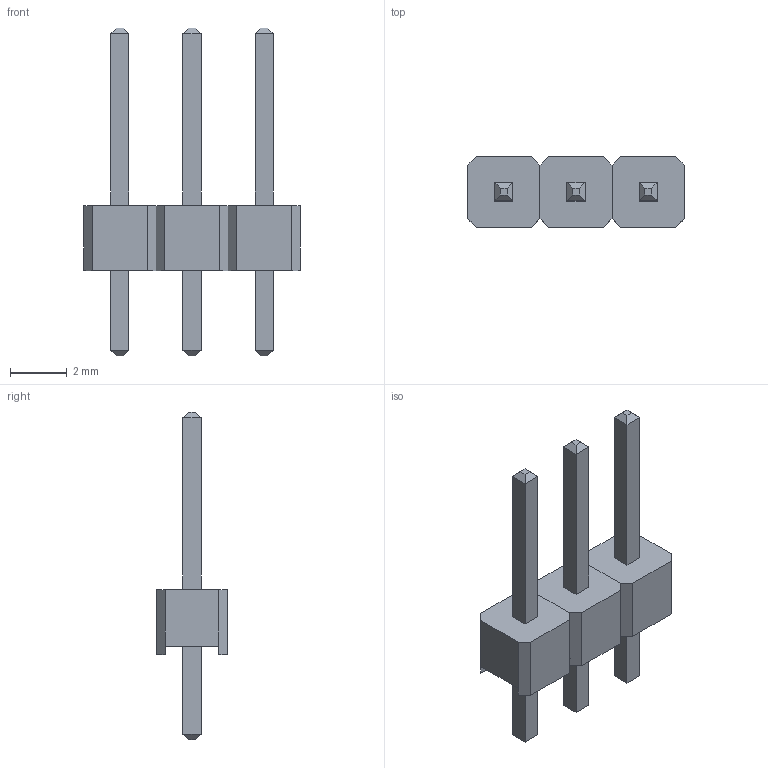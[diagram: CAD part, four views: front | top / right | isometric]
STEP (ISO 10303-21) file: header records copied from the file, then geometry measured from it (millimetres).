
FILE_DESCRIPTION(('FreeCAD Model'),'2;1');
FILE_NAME('male_header_2_54_1X3.step', '2017-06-24T14:26:50',('Author'),(''), 'Open CASCADE STEP processor 6.8','FreeCAD','Unknown');
FILE_SCHEMA(('AUTOMOTIVE_DESIGN_CC2 { 1 2 10303 214 -1 1 5 4 }'));
Length unit declared in the file: millimetre
Products named in the file (7): ASSEMBLY; User_Library-Header_Male_40Pin_PinArray021; User_Library-Header_Male_40Pin_PinArray013; User_Library-Header_Male_40Pin_BodyArray002; User_Library-Header_Male_40Pin_BodyArray010; User_Library-Header_Male_40Pin_BodyArray037; User_Library-Header_Male_40Pin_PinArray011
Assembly tree (6 placements, depth 2):
  ASSEMBLY
    User_Library-Header_Male_40Pin_PinArray021
    User_Library-Header_Male_40Pin_PinArray013
    User_Library-Header_Male_40Pin_BodyArray002
    User_Library-Header_Male_40Pin_BodyArray010
    User_Library-Header_Male_40Pin_BodyArray037
    User_Library-Header_Male_40Pin_PinArray011
Bounding box: 7.62 x 2.49 x 11.54 mm (x, y, z)
Volume: 49.4 mm3; surface area: 204 mm2
Topology: 6 solids, 6 shells, 96 faces, 216 edges, 132 vertices
Faces by surface type: plane 96
Entity records: 6180 total; most frequent: CARTESIAN_POINT 883, DIRECTION 854, LINE 648, VECTOR 648, ORIENTED_EDGE 432, PCURVE 432, DEFINITIONAL_REPRESENTATION 432, EDGE_CURVE 216
